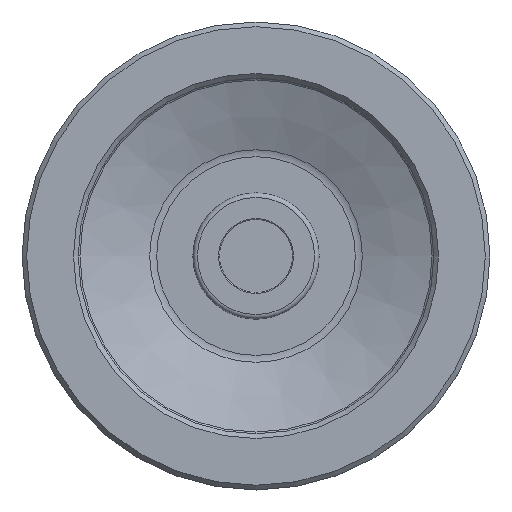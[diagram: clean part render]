
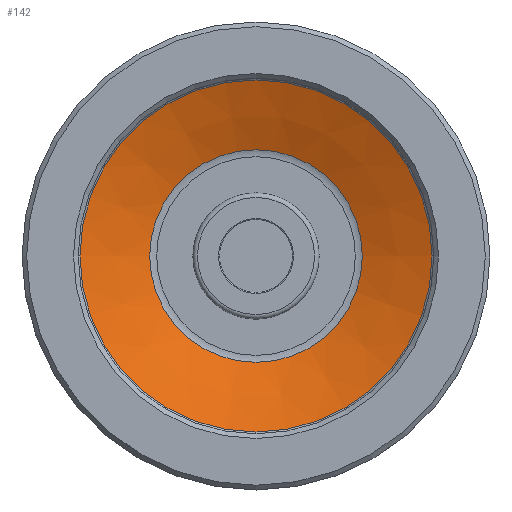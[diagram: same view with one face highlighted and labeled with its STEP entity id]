
A CAD part, top view. The second image highlights one B-rep face of the part: STEP entity #142.
In plain terms, the highlighted conical face has half-angle 68.199 degrees and reference radius 55 mm.
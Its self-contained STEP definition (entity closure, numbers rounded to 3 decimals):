
#142 = ADVANCED_FACE( '', ( #307, #308 ), #309, .F. );
#307 = FACE_OUTER_BOUND( '', #1721, .T. );
#308 = FACE_BOUND( '', #1722, .T. );
#309 = CONICAL_SURFACE( '', #1723, 55., 1.19 );
#1721 = EDGE_LOOP( '', ( #2047 ) );
#1722 = EDGE_LOOP( '', ( #2048 ) );
#1723 = AXIS2_PLACEMENT_3D( '', #2049, #2050, #2051 );
#2047 = ORIENTED_EDGE( '', *, *, #2184, .T. );
#2048 = ORIENTED_EDGE( '', *, *, #2162, .T. );
#2049 = CARTESIAN_POINT( '', ( 0., 0., 27.4 ) );
#2050 = DIRECTION( '', ( 0., 0., 1. ) );
#2051 = DIRECTION( '', ( 1., 0., 0. ) );
#2162 = EDGE_CURVE( '', #2306, #2306, #2307, .T. );
#2184 = EDGE_CURVE( '', #2334, #2334, #2335, .T. );
#2306 = VERTEX_POINT( '', #3039 );
#2307 = CIRCLE( '', #3040, 56.788 );
#2334 = VERTEX_POINT( '', #3073 );
#2335 = CIRCLE( '', #3074, 94.057 );
#3039 = CARTESIAN_POINT( '', ( -56.788, 0., 28.115 ) );
#3040 = AXIS2_PLACEMENT_3D( '', #3183, #3184, #3185 );
#3073 = CARTESIAN_POINT( '', ( 94.057, 0., 43.023 ) );
#3074 = AXIS2_PLACEMENT_3D( '', #3210, #3211, #3212 );
#3183 = CARTESIAN_POINT( '', ( 0., 0., 28.115 ) );
#3184 = DIRECTION( '', ( 0., 0., -1. ) );
#3185 = DIRECTION( '', ( -1., 0., 0. ) );
#3210 = CARTESIAN_POINT( '', ( 0., 0., 43.023 ) );
#3211 = DIRECTION( '', ( 0., 0., 1. ) );
#3212 = DIRECTION( '', ( 1., 0., 0. ) );
